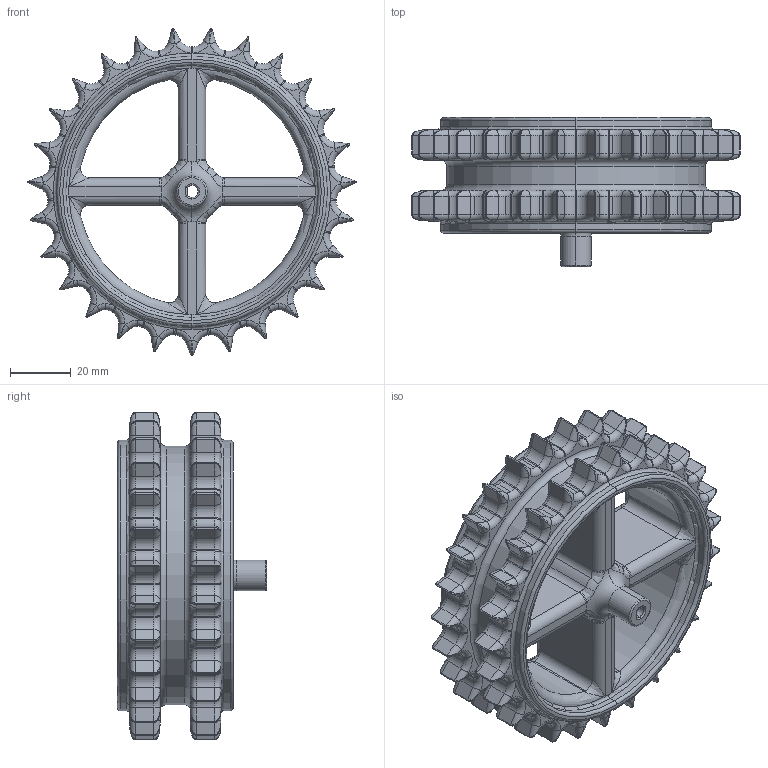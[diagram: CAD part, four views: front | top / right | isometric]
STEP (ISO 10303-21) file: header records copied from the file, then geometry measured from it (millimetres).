
FILE_DESCRIPTION (( 'STEP AP214' ), '1' );
FILE_NAME ('Tank Wheel V2.STEP', '2023-12-29T21:57:53', ( '' ), ( '' ), 'SwSTEP 2.0', 'SolidWorks 2023', '' );
FILE_SCHEMA (( 'AUTOMOTIVE_DESIGN' ));
Length unit declared in the file: millimetre
Products named in the file (1): Tank Wheel V2
Bounding box: 107.88 x 49 x 107.7 mm (x, y, z)
Volume: 122691.6 mm3; surface area: 40097.5 mm2
Topology: 1 solids, 1 shells, 1276 faces, 2956 edges, 1554 vertices
Faces by surface type: cylinder 533, torus 430, plane 181, bspline 132
Entity records: 41415 total; most frequent: CARTESIAN_POINT 13495, DIRECTION 6534, ORIENTED_EDGE 5664, EDGE_CURVE 2832, AXIS2_PLACEMENT_3D 2825, CIRCLE 1680, VERTEX_POINT 1554, EDGE_LOOP 1282
